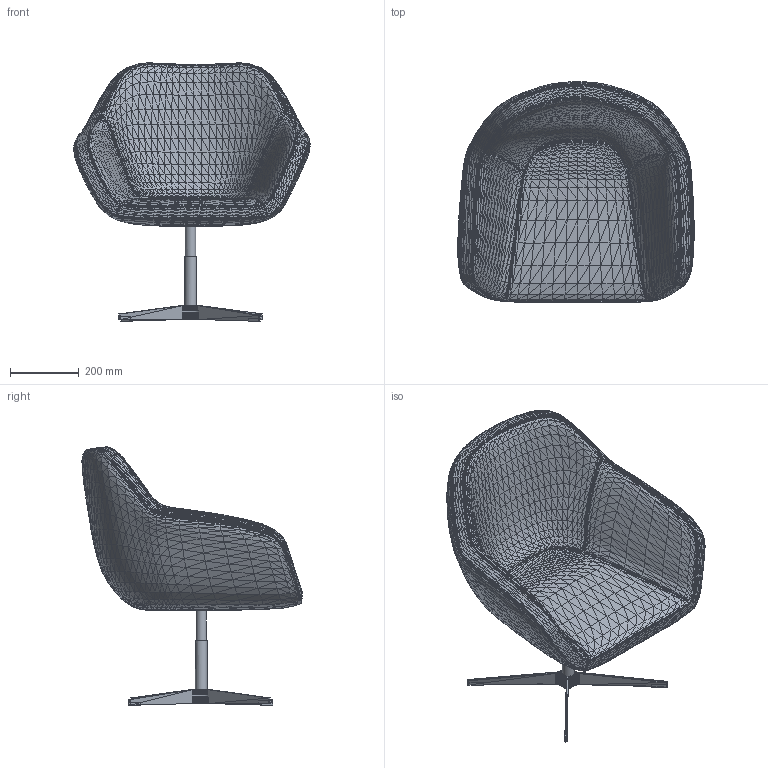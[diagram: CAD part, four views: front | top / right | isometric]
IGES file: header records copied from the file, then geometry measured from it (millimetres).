
Global section: file name: SF23CSTALSTBS; native system: AutoCAD 2017 - English; preprocessor: Autodesk Translation Framework DWG producer (atf_dwg_producer); organization: unknown; date: 20210903.122934; units: millimetre
Bounding box: 684.79 x 638.58 x 748.83 mm (x, y, z)
Volume: 2067.5 mm3; surface area: 1519225.1 mm2
Topology: 4 solids, 4 shells, 10354 faces, 31052 edges, 31008 vertices
Faces by surface type: bspline 10352, revolution 2
